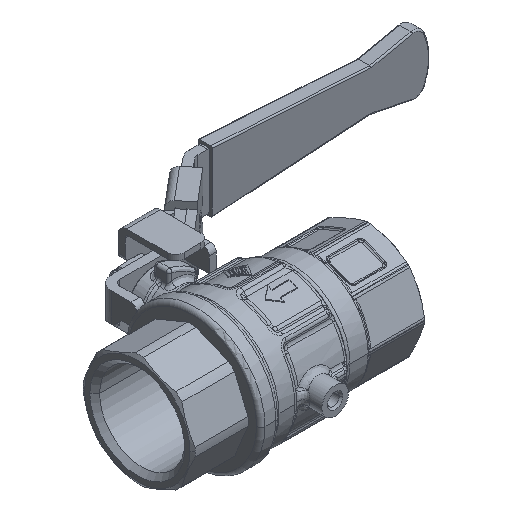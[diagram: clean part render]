
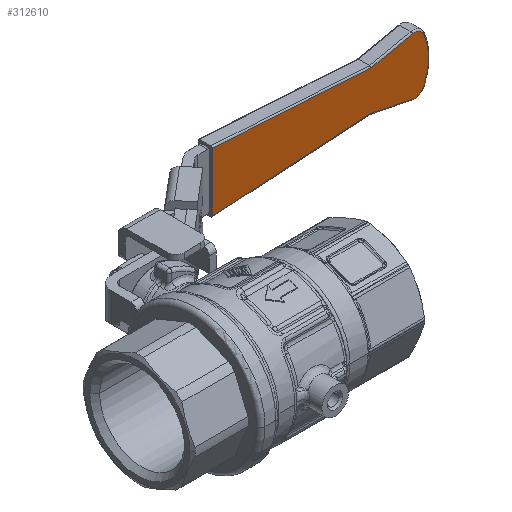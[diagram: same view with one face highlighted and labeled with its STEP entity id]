
A CAD part, isometric view. The second image highlights one B-rep face of the part: STEP entity #312610.
In plain terms, the highlighted planar face has unit normal (0, -1, 0).
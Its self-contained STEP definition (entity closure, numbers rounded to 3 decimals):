
#290140=CARTESIAN_POINT('',(-120.76,60.253,
8.052));
#290150=VERTEX_POINT('',#290140);
#290240=CARTESIAN_POINT('',(-116.875,60.253,
10.036));
#290250=VERTEX_POINT('',#290240);
#290280=CARTESIAN_POINT('',(-117.572,60.253,
6.607));
#290290=DIRECTION('',(0.,1.,0.));
#290300=DIRECTION('',(1.,0.,0.));
#290310=AXIS2_PLACEMENT_3D('',#290280,#290290,#290300);
#290320=CIRCLE('',#290310,3.5);
#290330=EDGE_CURVE('',#290150,#290250,#290320,.T.);
#306400=CARTESIAN_POINT('',(-101.965,60.253,
7.003));
#306410=VERTEX_POINT('',#306400);
#306570=CARTESIAN_POINT('',(-45.5,60.253,10.457));
#306580=VERTEX_POINT('',#306570);
#306610=CARTESIAN_POINT('',(-67.74,60.253,
9.096));
#306620=DIRECTION('',(0.998,0.,
0.061));
#306630=VECTOR('',#306620,1.);
#306640=LINE('',#306610,#306630);
#306650=EDGE_CURVE('',#306410,#306580,#306640,.T.);
#307390=CARTESIAN_POINT('',(-101.965,60.253,
-7.003));
#307400=VERTEX_POINT('',#307390);
#307560=CARTESIAN_POINT('',(-116.875,60.253,
-10.036));
#307570=VERTEX_POINT('',#307560);
#307600=CARTESIAN_POINT('',(-67.74,60.253,
-0.04));
#307610=DIRECTION('',(-0.98,0.,
-0.199));
#307620=VECTOR('',#307610,1.);
#307630=LINE('',#307600,#307620);
#307640=EDGE_CURVE('',#307400,#307570,#307630,.T.);
#311380=CARTESIAN_POINT('',(-45.5,60.253,-10.457));
#311390=VERTEX_POINT('',#311380);
#311510=CARTESIAN_POINT('',(-67.74,60.253,
-9.096));
#311520=DIRECTION('',(-0.998,0.,
0.061));
#311530=VECTOR('',#311520,1.);
#311540=LINE('',#311510,#311530);
#311550=EDGE_CURVE('',#311390,#307400,#311540,.T.);
#312220=CARTESIAN_POINT('',(-67.74,60.253,
-3.278));
#312230=DIRECTION('',(0.,1.,0.));
#312240=DIRECTION('',(1.,0.,0.));
#312250=AXIS2_PLACEMENT_3D('',#312220,#312230,#312240);
#312260=PLANE('',#312250);
#312270=ORIENTED_EDGE('',*,*,#307640,.F.);
#312280=CARTESIAN_POINT('',(-117.572,60.253,
-6.607));
#312290=DIRECTION('',(0.,1.,0.));
#312300=DIRECTION('',(1.,0.,0.));
#312310=AXIS2_PLACEMENT_3D('',#312280,#312290,#312300);
#312320=CIRCLE('',#312310,3.5);
#312330=CARTESIAN_POINT('',(-120.76,60.253,
-8.052));
#312340=VERTEX_POINT('',#312330);
#312350=EDGE_CURVE('',#307570,#312340,#312320,.T.);
#312360=ORIENTED_EDGE('',*,*,#312350,.F.);
#312370=CARTESIAN_POINT('',(-103.,60.253,
0.));
#312380=DIRECTION('',(0.,1.,0.));
#312390=DIRECTION('',(1.,0.,0.));
#312400=AXIS2_PLACEMENT_3D('',#312370,#312380,#312390);
#312410=CIRCLE('',#312400,19.5);
#312420=EDGE_CURVE('',#312340,#290150,#312410,.T.);
#312430=ORIENTED_EDGE('',*,*,#312420,.F.);
#312440=ORIENTED_EDGE('',*,*,#290330,.F.);
#312450=CARTESIAN_POINT('',(-67.74,60.253,
0.04));
#312460=DIRECTION('',(0.98,0.,
-0.199));
#312470=VECTOR('',#312460,1.);
#312480=LINE('',#312450,#312470);
#312490=EDGE_CURVE('',#290250,#306410,#312480,.T.);
#312500=ORIENTED_EDGE('',*,*,#312490,.F.);
#312510=ORIENTED_EDGE('',*,*,#306650,.F.);
#312520=CARTESIAN_POINT('',(-45.5,60.253,10.958));
#312530=DIRECTION('',(0.,0.,-1.));
#312540=VECTOR('',#312530,1.);
#312550=LINE('',#312520,#312540);
#312560=EDGE_CURVE('',#306580,#311390,#312550,.T.);
#312570=ORIENTED_EDGE('',*,*,#312560,.F.);
#312580=ORIENTED_EDGE('',*,*,#311550,.F.);
#312590=EDGE_LOOP('',(#312580,#312570,#312510,#312500,#312440,#312430,
#312360,#312270));
#312600=FACE_OUTER_BOUND('',#312590,.T.);
#312610=ADVANCED_FACE('',(#312600),#312260,.F.);
